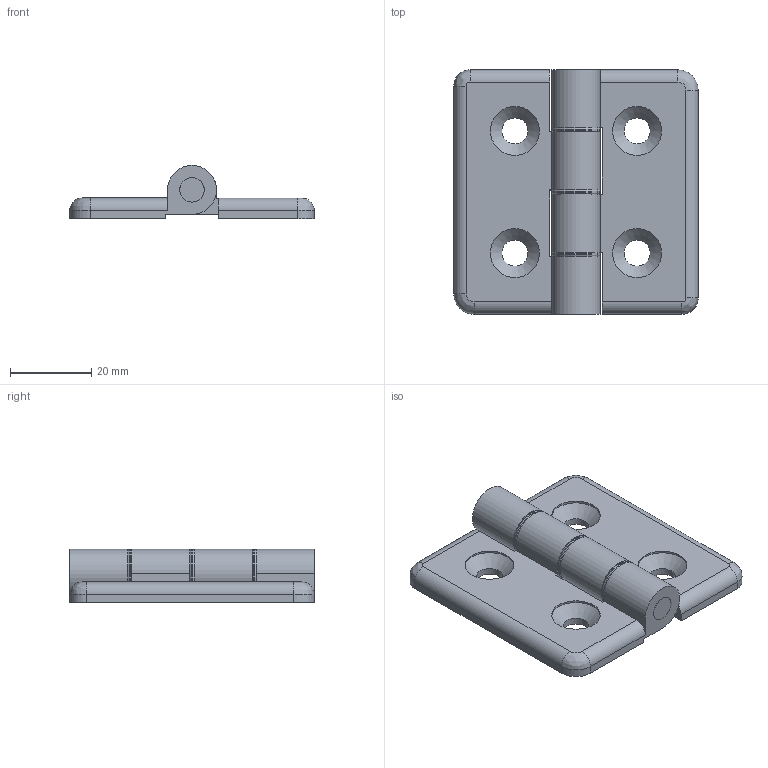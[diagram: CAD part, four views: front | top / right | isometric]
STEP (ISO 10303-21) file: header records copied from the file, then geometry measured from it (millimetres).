
FILE_DESCRIPTION(/* description */ (''),/* implementation_level */ '2;1');
FILE_NAME(/* name */ 'SHC-6060 v11.step',/* time_stamp */ '2024-05-27T16:35:30+09:00',/* author */ (''),/* organization */ (''),/* preprocessor_version */ 'ST-DEVELOPER v20',/* originating_system */ 'Autodesk Translation Framework v13.14.0.145',/* authorisation */ '');
FILE_SCHEMA (('AUTOMOTIVE_DESIGN { 1 0 10303 214 3 1 1 }'));
Length unit declared in the file: millimetre
Products named in the file (4): SHC-6060; 6060 핀; 와샤; SHC-6060 오른쪽면
Assembly tree (6 placements, depth 2):
  SHC-6060
    6060 핀
    와샤  x3
    SHC-6060 오른쪽면  x2
Bounding box: 59.99 x 60 x 13.06 mm (x, y, z)
Volume: 14921.9 mm3; surface area: 13848.2 mm2
Topology: 6 solids, 6 shells, 1313 faces, 3629 edges, 2412 vertices
Faces by surface type: bspline 770, plane 464, cone 40, cylinder 33, torus 6
Full cylindrical faces by diameter (mm): 6 x5, 6.1 x3, 6.4 x4, 12 x7
Entity records: 24464 total; most frequent: CARTESIAN_POINT 10275, ORIENTED_EDGE 3622, EDGE_CURVE 1811, DIRECTION 1635, VERTEX_POINT 1204, LINE 943, VECTOR 943, B_SPLINE_CURVE_WITH_KNOTS 766
